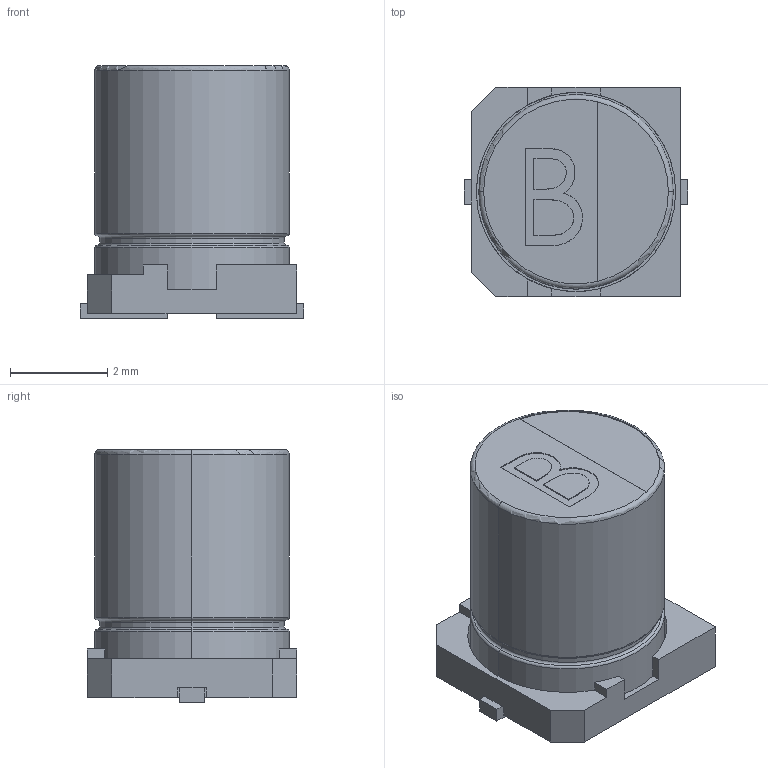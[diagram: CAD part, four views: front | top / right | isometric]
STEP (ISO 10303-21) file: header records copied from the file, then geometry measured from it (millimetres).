
FILE_DESCRIPTION (( 'STEP AP214' ), '1' );
FILE_NAME ('SL-B.STEP', '2008-07-11T14:04:20', ( 'j' ), ( '' ), 'SwSTEP 2.0', 'SolidWorks 2004231', '' );
FILE_SCHEMA (( 'AUTOMOTIVE_DESIGN' ));
Length unit declared in the file: millimetre
Products named in the file (1): SL-B
Bounding box: 4.6 x 4.3 x 5.2 mm (x, y, z)
Volume: 68.2 mm3; surface area: 124.9 mm2
Topology: 1 solids, 1 shells, 84 faces, 213 edges, 135 vertices
Faces by surface type: plane 55, torus 10, cylinder 10, bspline 9
Entity records: 3889 total; most frequent: CARTESIAN_POINT 1288, ORIENTED_EDGE 426, DIRECTION 389, EDGE_CURVE 213, LINE 153, VECTOR 153, VERTEX_POINT 135, AXIS2_PLACEMENT_3D 118
